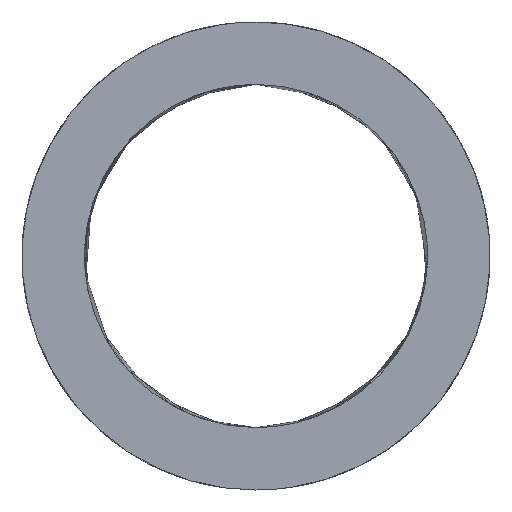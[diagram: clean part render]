
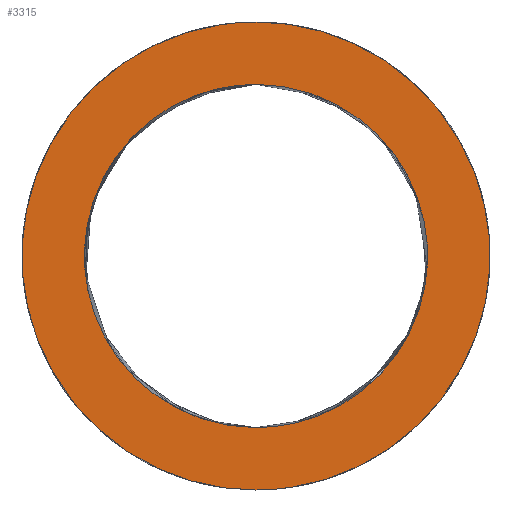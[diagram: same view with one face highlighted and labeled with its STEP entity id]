
A CAD part, front view. The second image highlights one B-rep face of the part: STEP entity #3315.
In plain terms, the highlighted free-form (B-spline) face has degree [1, 1] with [2, 2] control points.
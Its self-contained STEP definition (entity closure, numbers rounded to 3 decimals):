
#22 = VERTEX_POINT('',#23);
#23 = CARTESIAN_POINT('',(0.,0.,8.834));
#519 = VERTEX_POINT('',#520);
#520 = CARTESIAN_POINT('',(0.,0.,-8.834));
#525 = EDGE_CURVE('',#519,#22,#526,.T.);
#526 = ( BOUNDED_CURVE() B_SPLINE_CURVE(2,(#527,#528,#529,#530,#531),
.UNSPECIFIED.,.F.,.F.) B_SPLINE_CURVE_WITH_KNOTS((3,2,3),(3.142,
4.712,6.283),.PIECEWISE_BEZIER_KNOTS.) CURVE() 
GEOMETRIC_REPRESENTATION_ITEM() RATIONAL_B_SPLINE_CURVE((1.,
0.707,1.,0.707,1.)) REPRESENTATION_ITEM('') );
#527 = CARTESIAN_POINT('',(0.,0.,-8.834));
#528 = CARTESIAN_POINT('',(-8.834,0.,-8.834));
#529 = CARTESIAN_POINT('',(-8.834,0.,0.));
#530 = CARTESIAN_POINT('',(-8.834,0.,8.834));
#531 = CARTESIAN_POINT('',(0.,0.,8.834));
#547 = EDGE_CURVE('',#548,#550,#552,.T.);
#548 = VERTEX_POINT('',#549);
#549 = CARTESIAN_POINT('',(0.,0.,12.047));
#550 = VERTEX_POINT('',#551);
#551 = CARTESIAN_POINT('',(0.,0.,-12.047));
#552 = ( BOUNDED_CURVE() B_SPLINE_CURVE(2,(#553,#554,#555,#556,#557),
.UNSPECIFIED.,.F.,.F.) B_SPLINE_CURVE_WITH_KNOTS((3,2,3),(0.,
1.571,3.142),.PIECEWISE_BEZIER_KNOTS.) CURVE() 
GEOMETRIC_REPRESENTATION_ITEM() RATIONAL_B_SPLINE_CURVE((1.,
0.707,1.,0.707,1.)) REPRESENTATION_ITEM('') );
#553 = CARTESIAN_POINT('',(0.,0.,12.047));
#554 = CARTESIAN_POINT('',(12.047,0.,12.047));
#555 = CARTESIAN_POINT('',(12.047,0.,0.));
#556 = CARTESIAN_POINT('',(12.047,0.,-12.047));
#557 = CARTESIAN_POINT('',(0.,0.,-12.047));
#3315 = ADVANCED_FACE('',(#3316,#3327),#3338,.T.);
#3316 = FACE_BOUND('',#3317,.T.);
#3317 = EDGE_LOOP('',(#3318,#3319));
#3318 = ORIENTED_EDGE('',*,*,#547,.F.);
#3319 = ORIENTED_EDGE('',*,*,#3320,.F.);
#3320 = EDGE_CURVE('',#550,#548,#3321,.T.);
#3321 = ( BOUNDED_CURVE() B_SPLINE_CURVE(2,(#3322,#3323,#3324,#3325,
#3326),.UNSPECIFIED.,.F.,.F.) B_SPLINE_CURVE_WITH_KNOTS((3,2,3),(
    3.142,4.712,6.283),
.PIECEWISE_BEZIER_KNOTS.) CURVE() GEOMETRIC_REPRESENTATION_ITEM() 
RATIONAL_B_SPLINE_CURVE((1.,0.707,1.,0.707,1.)) 
REPRESENTATION_ITEM('') );
#3322 = CARTESIAN_POINT('',(0.,0.,-12.047));
#3323 = CARTESIAN_POINT('',(-12.047,0.,-12.047));
#3324 = CARTESIAN_POINT('',(-12.047,0.,0.));
#3325 = CARTESIAN_POINT('',(-12.047,0.,12.047));
#3326 = CARTESIAN_POINT('',(0.,0.,12.047));
#3327 = FACE_BOUND('',#3328,.T.);
#3328 = EDGE_LOOP('',(#3329,#3337));
#3329 = ORIENTED_EDGE('',*,*,#3330,.T.);
#3330 = EDGE_CURVE('',#22,#519,#3331,.T.);
#3331 = ( BOUNDED_CURVE() B_SPLINE_CURVE(2,(#3332,#3333,#3334,#3335,
#3336),.UNSPECIFIED.,.F.,.F.) B_SPLINE_CURVE_WITH_KNOTS((3,2,3),(0.,
1.571,3.142),.PIECEWISE_BEZIER_KNOTS.) CURVE() 
GEOMETRIC_REPRESENTATION_ITEM() RATIONAL_B_SPLINE_CURVE((1.,
0.707,1.,0.707,1.)) REPRESENTATION_ITEM('') );
#3332 = CARTESIAN_POINT('',(0.,0.,8.834));
#3333 = CARTESIAN_POINT('',(8.834,0.,8.834));
#3334 = CARTESIAN_POINT('',(8.834,0.,0.));
#3335 = CARTESIAN_POINT('',(8.834,0.,-8.834));
#3336 = CARTESIAN_POINT('',(0.,0.,-8.834));
#3337 = ORIENTED_EDGE('',*,*,#525,.T.);
#3338 = B_SPLINE_SURFACE_WITH_KNOTS('',1,1,(
    (#3339,#3340)
    ,(#3341,#3342
    )),.UNSPECIFIED.,.F.,.F.,.F.,(2,2),(2,2),(-15.,15.),(-15.,15.),
  .PIECEWISE_BEZIER_KNOTS.);
#3339 = CARTESIAN_POINT('',(-12.047,0.,12.047));
#3340 = CARTESIAN_POINT('',(12.047,0.,12.047));
#3341 = CARTESIAN_POINT('',(-12.047,0.,-12.047));
#3342 = CARTESIAN_POINT('',(12.047,0.,-12.047));
